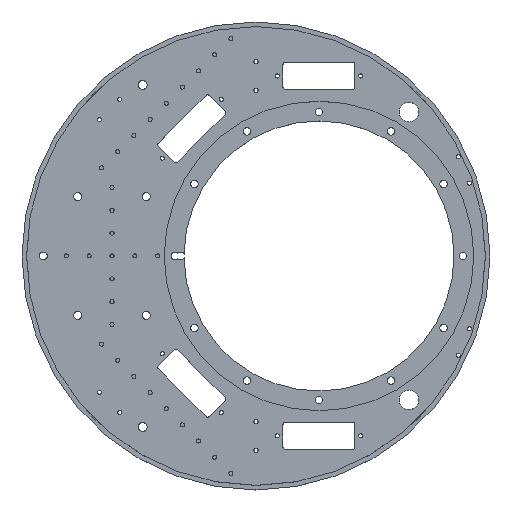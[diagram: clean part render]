
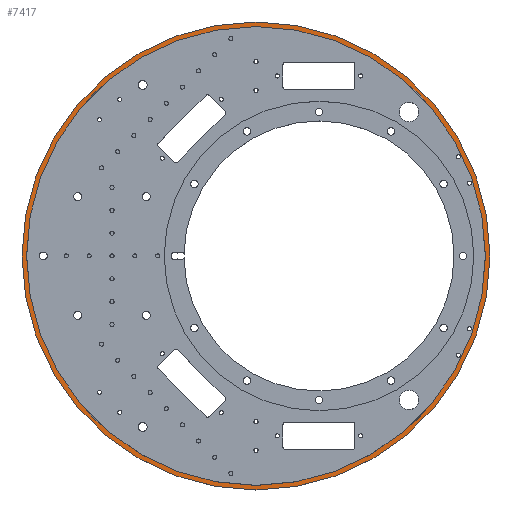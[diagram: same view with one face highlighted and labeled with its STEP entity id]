
A CAD part, top view. The second image highlights one B-rep face of the part: STEP entity #7417.
In plain terms, the highlighted planar face has unit normal (0, 0, 1).
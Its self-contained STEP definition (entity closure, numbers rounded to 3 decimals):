
#43 = CYLINDRICAL_SURFACE('',#44,130.);
#44 = AXIS2_PLACEMENT_3D('',#45,#46,#47);
#45 = CARTESIAN_POINT('',(0.,0.,0.));
#46 = DIRECTION('',(-0.,-0.,-1.));
#47 = DIRECTION('',(1.,0.,0.));
#2541 = VERTEX_POINT('',#2542);
#2542 = CARTESIAN_POINT('',(130.,0.,3.175));
#2563 = EDGE_CURVE('',#2541,#2541,#2564,.T.);
#2564 = SURFACE_CURVE('',#2565,(#2570,#2577),.PCURVE_S1.);
#2565 = CIRCLE('',#2566,130.);
#2566 = AXIS2_PLACEMENT_3D('',#2567,#2568,#2569);
#2567 = CARTESIAN_POINT('',(0.,0.,3.175));
#2568 = DIRECTION('',(0.,0.,1.));
#2569 = DIRECTION('',(1.,0.,0.));
#2570 = PCURVE('',#43,#2571);
#2571 = DEFINITIONAL_REPRESENTATION('',(#2572),#2576);
#2572 = LINE('',#2573,#2574);
#2573 = CARTESIAN_POINT('',(-0.,-3.175));
#2574 = VECTOR('',#2575,1.);
#2575 = DIRECTION('',(-1.,0.));
#2576 = ( GEOMETRIC_REPRESENTATION_CONTEXT(2) 
PARAMETRIC_REPRESENTATION_CONTEXT() REPRESENTATION_CONTEXT('2D SPACE',''
  ) );
#2577 = PCURVE('',#2578,#2583);
#2578 = PLANE('',#2579);
#2579 = AXIS2_PLACEMENT_3D('',#2580,#2581,#2582);
#2580 = CARTESIAN_POINT('',(0.,0.,
    3.175));
#2581 = DIRECTION('',(0.,0.,1.));
#2582 = DIRECTION('',(1.,0.,-0.));
#2583 = DEFINITIONAL_REPRESENTATION('',(#2584),#2588);
#2584 = CIRCLE('',#2585,130.);
#2585 = AXIS2_PLACEMENT_2D('',#2586,#2587);
#2586 = CARTESIAN_POINT('',(0.,0.));
#2587 = DIRECTION('',(1.,0.));
#2588 = ( GEOMETRIC_REPRESENTATION_CONTEXT(2) 
PARAMETRIC_REPRESENTATION_CONTEXT() REPRESENTATION_CONTEXT('2D SPACE',''
  ) );
#7417 = ADVANCED_FACE('',(#7418,#7421),#2578,.T.);
#7418 = FACE_BOUND('',#7419,.T.);
#7419 = EDGE_LOOP('',(#7420));
#7420 = ORIENTED_EDGE('',*,*,#2563,.T.);
#7421 = FACE_BOUND('',#7422,.T.);
#7422 = EDGE_LOOP('',(#7423));
#7423 = ORIENTED_EDGE('',*,*,#7424,.F.);
#7424 = EDGE_CURVE('',#7425,#7425,#7427,.T.);
#7425 = VERTEX_POINT('',#7426);
#7426 = CARTESIAN_POINT('',(127.413,0.,3.175));
#7427 = SURFACE_CURVE('',#7428,(#7433,#7440),.PCURVE_S1.);
#7428 = CIRCLE('',#7429,127.413);
#7429 = AXIS2_PLACEMENT_3D('',#7430,#7431,#7432);
#7430 = CARTESIAN_POINT('',(0.,0.,3.175));
#7431 = DIRECTION('',(0.,0.,1.));
#7432 = DIRECTION('',(1.,0.,0.));
#7433 = PCURVE('',#2578,#7434);
#7434 = DEFINITIONAL_REPRESENTATION('',(#7435),#7439);
#7435 = CIRCLE('',#7436,127.413);
#7436 = AXIS2_PLACEMENT_2D('',#7437,#7438);
#7437 = CARTESIAN_POINT('',(0.,0.));
#7438 = DIRECTION('',(1.,0.));
#7439 = ( GEOMETRIC_REPRESENTATION_CONTEXT(2) 
PARAMETRIC_REPRESENTATION_CONTEXT() REPRESENTATION_CONTEXT('2D SPACE',''
  ) );
#7440 = PCURVE('',#7441,#7446);
#7441 = CYLINDRICAL_SURFACE('',#7442,127.413);
#7442 = AXIS2_PLACEMENT_3D('',#7443,#7444,#7445);
#7443 = CARTESIAN_POINT('',(0.,0.,3.175));
#7444 = DIRECTION('',(-0.,-0.,-1.));
#7445 = DIRECTION('',(1.,0.,0.));
#7446 = DEFINITIONAL_REPRESENTATION('',(#7447),#7451);
#7447 = LINE('',#7448,#7449);
#7448 = CARTESIAN_POINT('',(-0.,0.));
#7449 = VECTOR('',#7450,1.);
#7450 = DIRECTION('',(-1.,0.));
#7451 = ( GEOMETRIC_REPRESENTATION_CONTEXT(2) 
PARAMETRIC_REPRESENTATION_CONTEXT() REPRESENTATION_CONTEXT('2D SPACE',''
  ) );
